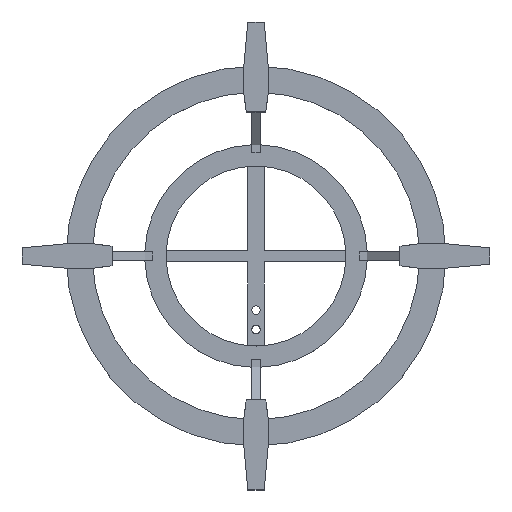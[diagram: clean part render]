
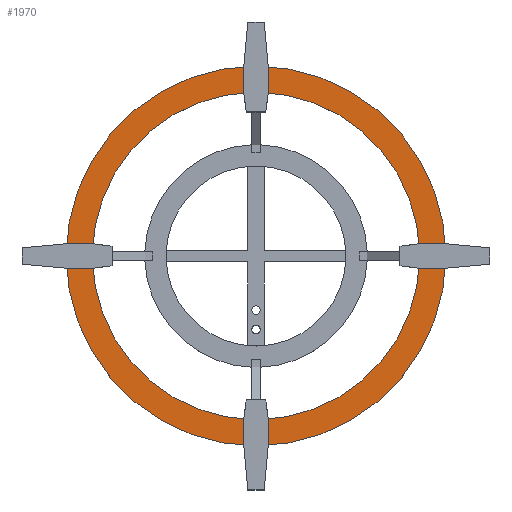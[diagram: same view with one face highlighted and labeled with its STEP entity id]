
A CAD part, top view. The second image highlights one B-rep face of the part: STEP entity #1970.
In plain terms, the highlighted planar face has unit normal (0, 0, 1).
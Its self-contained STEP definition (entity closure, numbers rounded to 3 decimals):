
#81=FACE_BOUND('',#280,.T.);
#90=CIRCLE('',#2127,100.);
#92=CIRCLE('',#2133,100.);
#94=CIRCLE('',#2139,100.);
#96=CIRCLE('',#2145,100.);
#97=CIRCLE('',#2149,116.);
#172=FACE_OUTER_BOUND('',#279,.T.);
#279=EDGE_LOOP('',(#1378));
#280=EDGE_LOOP('',(#1379,#1380,#1381,#1382,#1383,#1384,#1385,#1386,#1387,
#1388,#1389,#1390,#1391,#1392,#1393,#1394));
#379=LINE('',#2876,#614);
#383=LINE('',#2888,#618);
#386=LINE('',#2894,#621);
#389=LINE('',#2900,#624);
#393=LINE('',#2912,#628);
#396=LINE('',#2918,#631);
#399=LINE('',#2924,#634);
#403=LINE('',#2936,#638);
#406=LINE('',#2942,#641);
#409=LINE('',#2948,#644);
#413=LINE('',#2960,#648);
#416=LINE('',#2964,#651);
#614=VECTOR('',#2300,10.);
#618=VECTOR('',#2312,10.);
#621=VECTOR('',#2317,10.);
#624=VECTOR('',#2322,10.);
#628=VECTOR('',#2334,10.);
#631=VECTOR('',#2339,10.);
#634=VECTOR('',#2344,10.);
#638=VECTOR('',#2356,10.);
#641=VECTOR('',#2361,10.);
#644=VECTOR('',#2366,10.);
#648=VECTOR('',#2378,10.);
#651=VECTOR('',#2383,10.);
#849=VERTEX_POINT('',#2873);
#850=VERTEX_POINT('',#2875);
#852=VERTEX_POINT('',#2881);
#854=VERTEX_POINT('',#2887);
#856=VERTEX_POINT('',#2893);
#858=VERTEX_POINT('',#2899);
#860=VERTEX_POINT('',#2905);
#862=VERTEX_POINT('',#2911);
#864=VERTEX_POINT('',#2917);
#866=VERTEX_POINT('',#2923);
#868=VERTEX_POINT('',#2929);
#870=VERTEX_POINT('',#2935);
#872=VERTEX_POINT('',#2941);
#874=VERTEX_POINT('',#2947);
#876=VERTEX_POINT('',#2953);
#878=VERTEX_POINT('',#2959);
#879=VERTEX_POINT('',#2966);
#1033=EDGE_CURVE('',#850,#849,#379,.T.);
#1036=EDGE_CURVE('',#852,#850,#90,.T.);
#1039=EDGE_CURVE('',#854,#852,#383,.T.);
#1042=EDGE_CURVE('',#856,#854,#386,.T.);
#1045=EDGE_CURVE('',#858,#856,#389,.T.);
#1048=EDGE_CURVE('',#860,#858,#92,.T.);
#1051=EDGE_CURVE('',#862,#860,#393,.T.);
#1054=EDGE_CURVE('',#864,#862,#396,.T.);
#1057=EDGE_CURVE('',#866,#864,#399,.T.);
#1060=EDGE_CURVE('',#868,#866,#94,.T.);
#1063=EDGE_CURVE('',#870,#868,#403,.T.);
#1066=EDGE_CURVE('',#872,#870,#406,.T.);
#1069=EDGE_CURVE('',#874,#872,#409,.T.);
#1072=EDGE_CURVE('',#876,#874,#96,.T.);
#1075=EDGE_CURVE('',#878,#876,#413,.T.);
#1078=EDGE_CURVE('',#849,#878,#416,.T.);
#1079=EDGE_CURVE('',#879,#879,#97,.T.);
#1378=ORIENTED_EDGE('',*,*,#1079,.T.);
#1379=ORIENTED_EDGE('',*,*,#1078,.T.);
#1380=ORIENTED_EDGE('',*,*,#1075,.T.);
#1381=ORIENTED_EDGE('',*,*,#1072,.T.);
#1382=ORIENTED_EDGE('',*,*,#1069,.T.);
#1383=ORIENTED_EDGE('',*,*,#1066,.T.);
#1384=ORIENTED_EDGE('',*,*,#1063,.T.);
#1385=ORIENTED_EDGE('',*,*,#1060,.T.);
#1386=ORIENTED_EDGE('',*,*,#1057,.T.);
#1387=ORIENTED_EDGE('',*,*,#1054,.T.);
#1388=ORIENTED_EDGE('',*,*,#1051,.T.);
#1389=ORIENTED_EDGE('',*,*,#1048,.T.);
#1390=ORIENTED_EDGE('',*,*,#1045,.T.);
#1391=ORIENTED_EDGE('',*,*,#1042,.T.);
#1392=ORIENTED_EDGE('',*,*,#1039,.T.);
#1393=ORIENTED_EDGE('',*,*,#1036,.T.);
#1394=ORIENTED_EDGE('',*,*,#1033,.T.);
#1880=PLANE('',#2151);
#1970=ADVANCED_FACE('',(#172,#81),#1880,.T.);
#2127=AXIS2_PLACEMENT_3D('',#2882,#2306,#2307);
#2133=AXIS2_PLACEMENT_3D('',#2906,#2328,#2329);
#2139=AXIS2_PLACEMENT_3D('',#2930,#2350,#2351);
#2145=AXIS2_PLACEMENT_3D('',#2954,#2372,#2373);
#2149=AXIS2_PLACEMENT_3D('',#2967,#2386,#2387);
#2151=AXIS2_PLACEMENT_3D('',#2971,#2391,#2392);
#2300=DIRECTION('',(0.,1.,0.));
#2306=DIRECTION('center_axis',(0.,0.,-1.));
#2307=DIRECTION('ref_axis',(1.,0.,0.));
#2312=DIRECTION('',(1.,0.,0.));
#2317=DIRECTION('',(0.,1.,0.));
#2322=DIRECTION('',(-1.,0.,0.));
#2328=DIRECTION('center_axis',(0.,0.,-1.));
#2329=DIRECTION('ref_axis',(1.,0.,0.));
#2334=DIRECTION('',(0.,1.,0.));
#2339=DIRECTION('',(-1.,0.,0.));
#2344=DIRECTION('',(0.,-1.,0.));
#2350=DIRECTION('center_axis',(0.,0.,-1.));
#2351=DIRECTION('ref_axis',(1.,0.,0.));
#2356=DIRECTION('',(-1.,0.,0.));
#2361=DIRECTION('',(0.,-1.,0.));
#2366=DIRECTION('',(1.,0.,0.));
#2372=DIRECTION('center_axis',(0.,0.,-1.));
#2373=DIRECTION('ref_axis',(1.,0.,0.));
#2378=DIRECTION('',(0.,-1.,0.));
#2383=DIRECTION('',(1.,0.,0.));
#2386=DIRECTION('center_axis',(0.,0.,1.));
#2387=DIRECTION('ref_axis',(1.,0.,0.));
#2391=DIRECTION('center_axis',(0.,0.,1.));
#2392=DIRECTION('ref_axis',(1.,0.,0.));
#2873=CARTESIAN_POINT('',(-2.5,105.,2.));
#2875=CARTESIAN_POINT('',(-2.5,99.969,2.));
#2876=CARTESIAN_POINT('',(-2.5,105.,2.));
#2881=CARTESIAN_POINT('',(-99.969,2.5,2.));
#2882=CARTESIAN_POINT('Origin',(0.,0.,2.));
#2887=CARTESIAN_POINT('',(-105.,2.5,2.));
#2888=CARTESIAN_POINT('',(-105.,2.5,2.));
#2893=CARTESIAN_POINT('',(-105.,-2.5,2.));
#2894=CARTESIAN_POINT('',(-105.,2.5,2.));
#2899=CARTESIAN_POINT('',(-99.969,-2.5,2.));
#2900=CARTESIAN_POINT('',(-105.,-2.5,2.));
#2905=CARTESIAN_POINT('',(-2.5,-99.969,2.));
#2906=CARTESIAN_POINT('Origin',(0.,0.,2.));
#2911=CARTESIAN_POINT('',(-2.5,-105.,2.));
#2912=CARTESIAN_POINT('',(-2.5,-105.,2.));
#2917=CARTESIAN_POINT('',(2.5,-105.,2.));
#2918=CARTESIAN_POINT('',(-2.5,-105.,2.));
#2923=CARTESIAN_POINT('',(2.5,-99.969,2.));
#2924=CARTESIAN_POINT('',(2.5,-105.,2.));
#2929=CARTESIAN_POINT('',(99.969,-2.5,2.));
#2930=CARTESIAN_POINT('Origin',(0.,0.,2.));
#2935=CARTESIAN_POINT('',(105.,-2.5,2.));
#2936=CARTESIAN_POINT('',(105.,-2.5,2.));
#2941=CARTESIAN_POINT('',(105.,2.5,2.));
#2942=CARTESIAN_POINT('',(105.,-2.5,2.));
#2947=CARTESIAN_POINT('',(99.969,2.5,2.));
#2948=CARTESIAN_POINT('',(105.,2.5,2.));
#2953=CARTESIAN_POINT('',(2.5,99.969,2.));
#2954=CARTESIAN_POINT('Origin',(0.,0.,2.));
#2959=CARTESIAN_POINT('',(2.5,105.,2.));
#2960=CARTESIAN_POINT('',(2.5,105.,2.));
#2964=CARTESIAN_POINT('',(2.5,105.,2.));
#2966=CARTESIAN_POINT('',(-116.,0.,2.));
#2967=CARTESIAN_POINT('Origin',(0.,0.,2.));
#2971=CARTESIAN_POINT('Origin',(0.,0.,2.));
